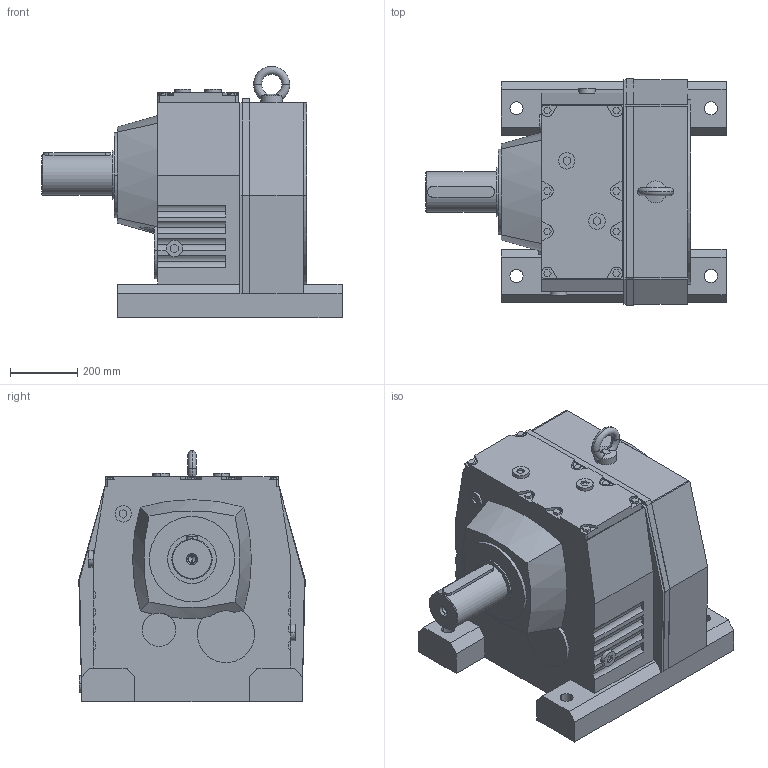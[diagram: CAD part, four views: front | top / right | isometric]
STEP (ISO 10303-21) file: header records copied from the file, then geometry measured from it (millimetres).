
FILE_DESCRIPTION(('STEP AP214'),'1');
FILE_NAME('cctmp_E6ABAEB6-F2AC-4CC8-984D-220C665D6174_2022_07_07_16_09_22_0536..stp','2022-07-07T14:09:22',('SEW-EURODRIVE GmbH & Co KG'),('CADClick - www.CADClick.com'),'Spatial InterOp 3D postprocessed',' ','unknown authorization');
FILE_SCHEMA(('AUTOMOTIVE_DESIGN'));
Length unit declared in the file: millimetre
Products named in the file (1): 2022_07_07_16_09_22_0536
Bounding box: 895 x 675 x 749 mm (x, y, z)
Volume: 191457861.5 mm3; surface area: 2540720.4 mm2
Topology: 1 solids, 3 shells, 366 faces, 947 edges, 612 vertices
Faces by surface type: plane 256, cylinder 88, cone 14, torus 8
Entity records: 12696 total; most frequent: CARTESIAN_POINT 2492, ORIENTED_EDGE 1890, DIRECTION 1861, EDGE_CURVE 945, LINE 699, VECTOR 699, VERTEX_POINT 612, AXIS2_PLACEMENT_3D 581
